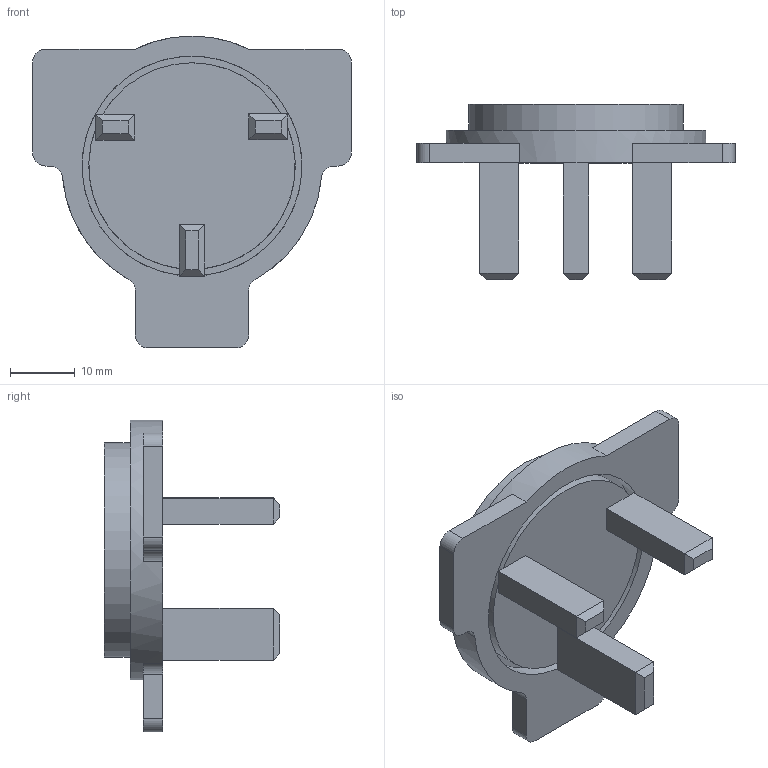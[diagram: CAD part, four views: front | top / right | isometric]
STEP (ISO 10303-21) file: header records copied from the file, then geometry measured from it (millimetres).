
FILE_DESCRIPTION (( 'STEP AP214' ), '1' );
FILE_NAME ('X260131.03 脣芛2膘耀.STEP', '2026-01-31T10:06:52', ( '' ), ( '' ), 'SwSTEP 2.0', 'SolidWorks 2024', '' );
FILE_SCHEMA (( 'AUTOMOTIVE_DESIGN' ));
Length unit declared in the file: millimetre
Products named in the file (1): X260131.03 插头2建模
Bounding box: 49 x 27 x 48 mm (x, y, z)
Volume: 9305.3 mm3; surface area: 6869.9 mm2
Topology: 1 solids, 1 shells, 68 faces, 169 edges, 106 vertices
Faces by surface type: plane 51, cylinder 17
Full cylindrical faces by diameter (mm): 30.52 x1, 31.762 x1, 33 x1, 33.852 x1, 40 x1
Entity records: 1973 total; most frequent: DIRECTION 344, CARTESIAN_POINT 333, ORIENTED_EDGE 322, EDGE_CURVE 161, LINE 116, VECTOR 116, AXIS2_PLACEMENT_3D 114, VERTEX_POINT 103
